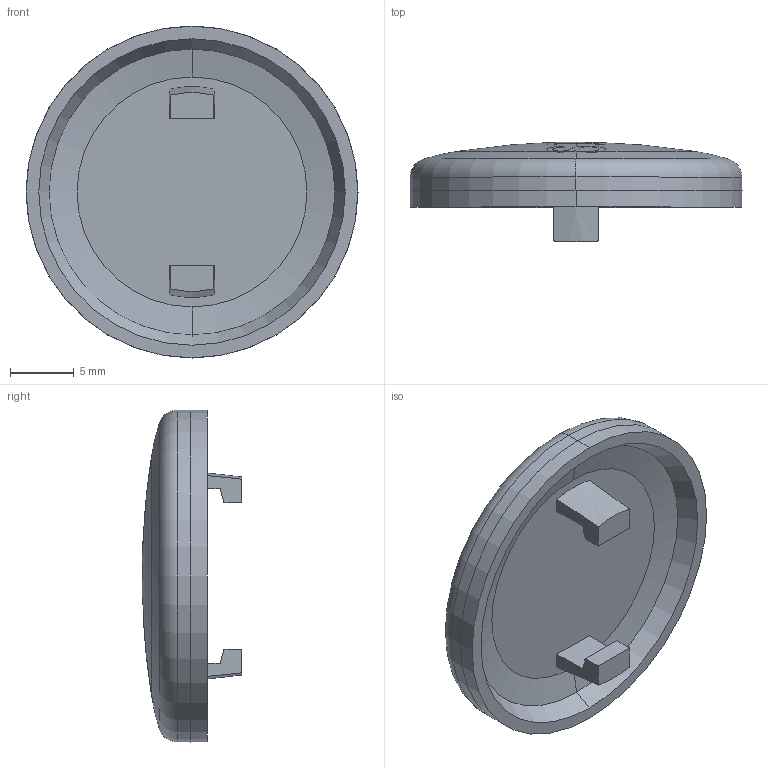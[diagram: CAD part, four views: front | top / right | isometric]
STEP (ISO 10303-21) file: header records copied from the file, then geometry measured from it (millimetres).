
FILE_DESCRIPTION((''),'2;1');
FILE_NAME('05-1103-0146_TASTE_GN-START','2023-10-12T13:24:30',('Beil'),(''),'CREO PARAMETRIC BY PTC INC, 2019030','CREO PARAMETRIC BY PTC INC, 2019030','');
FILE_SCHEMA(('CONFIG_CONTROL_DESIGN','SHAPE_APPEARANCE_LAYERS_GROUPS'));
Length unit declared in the file: millimetre
Products named in the file (1): 05-1103-0146_TASTE_GN-START
Bounding box: 26 x 7.8 x 26 mm (x, y, z)
Volume: 1613.6 mm3; surface area: 1487.2 mm2
Topology: 1 solids, 1 shells, 134 faces, 379 edges, 249 vertices
Faces by surface type: plane 54, extrusion 51, sphere 12, cone 10, bspline 5, torus 2
Entity records: 6241 total; most frequent: CARTESIAN_POINT 1592, ORIENTED_EDGE 754, DIRECTION 584, PRESENTATION_STYLE_ASSIGNMENT 387, STYLED_ITEM 378, CURVE_STYLE 377, EDGE_CURVE 377, VERTEX_POINT 249
